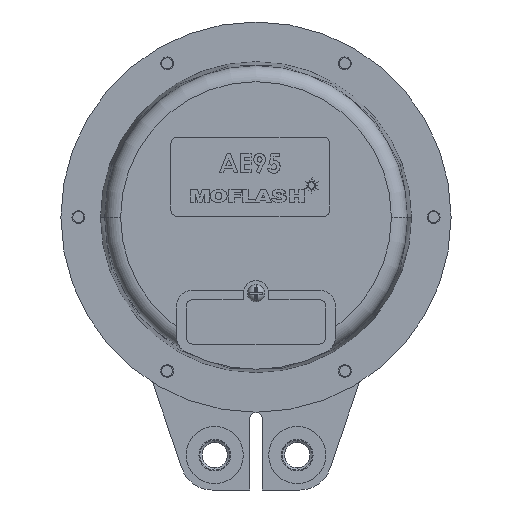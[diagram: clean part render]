
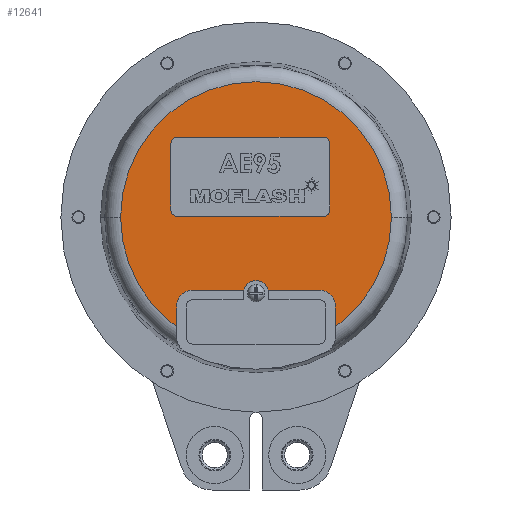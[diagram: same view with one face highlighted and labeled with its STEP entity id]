
A CAD part, front view. The second image highlights one B-rep face of the part: STEP entity #12641.
In plain terms, the highlighted planar face has unit normal (0, -1, 0).
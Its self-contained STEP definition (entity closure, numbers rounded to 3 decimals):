
#229 = CARTESIAN_POINT ( 'NONE',  ( -42.683, -30., 0. ) ) ;
#365 = DIRECTION ( 'NONE',  ( 0., -1., 0. ) ) ;
#1900 = ORIENTED_EDGE ( 'NONE', *, *, #15422, .F. ) ;
#1914 = EDGE_CURVE ( 'NONE', #20019, #2904, #13138, .T. ) ;
#2051 = PLANE ( 'NONE',  #14958 ) ;
#2147 = EDGE_LOOP ( 'NONE', ( #12135, #1900 ) ) ;
#2904 = VERTEX_POINT ( 'NONE', #10190 ) ;
#7911 = CIRCLE ( 'NONE', #17907, 42.683 ) ;
#8147 = AXIS2_PLACEMENT_3D ( 'NONE', #15138, #18589, #18492 ) ;
#8339 = CARTESIAN_POINT ( 'NONE',  ( 0., -30., 0. ) ) ;
#9945 = FACE_OUTER_BOUND ( 'NONE', #2147, .T. ) ;
#10190 = CARTESIAN_POINT ( 'NONE',  ( 42.683, -30., 0. ) ) ;
#11308 = DIRECTION ( 'NONE',  ( 1., 0., 0. ) ) ;
#11778 = DIRECTION ( 'NONE',  ( -1., 0., 0. ) ) ;
#12135 = ORIENTED_EDGE ( 'NONE', *, *, #1914, .F. ) ;
#12641 = ADVANCED_FACE ( 'NONE', ( #9945 ), #2051, .T. ) ;
#12970 = CARTESIAN_POINT ( 'NONE',  ( -42.683, -30., 0. ) ) ;
#13138 = CIRCLE ( 'NONE', #8147, 42.683 ) ;
#14687 = DIRECTION ( 'NONE',  ( 0., 1., 0. ) ) ;
#14958 = AXIS2_PLACEMENT_3D ( 'NONE', #12970, #365, #11308 ) ;
#15138 = CARTESIAN_POINT ( 'NONE',  ( 0., -30., 0. ) ) ;
#15422 = EDGE_CURVE ( 'NONE', #2904, #20019, #7911, .T. ) ;
#17907 = AXIS2_PLACEMENT_3D ( 'NONE', #8339, #14687, #11778 ) ;
#18492 = DIRECTION ( 'NONE',  ( -1., 0., 0. ) ) ;
#18589 = DIRECTION ( 'NONE',  ( 0., 1., 0. ) ) ;
#20019 = VERTEX_POINT ( 'NONE', #229 ) ;
